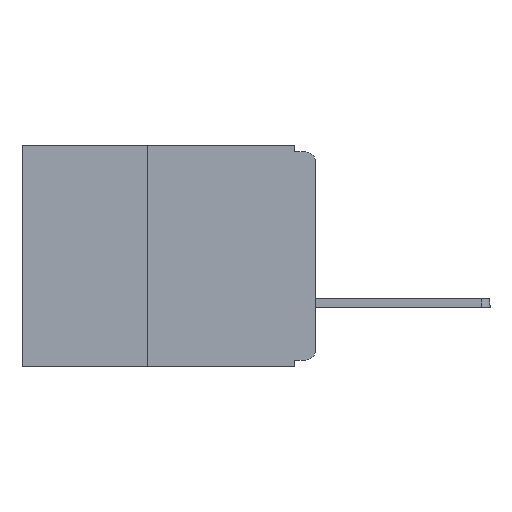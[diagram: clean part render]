
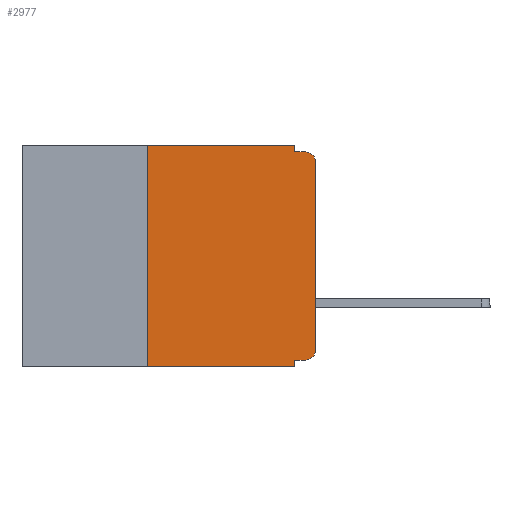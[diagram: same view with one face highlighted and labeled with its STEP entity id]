
A CAD part, left-side view. The second image highlights one B-rep face of the part: STEP entity #2977.
In plain terms, the highlighted planar face has unit normal (-1, 0, 0).
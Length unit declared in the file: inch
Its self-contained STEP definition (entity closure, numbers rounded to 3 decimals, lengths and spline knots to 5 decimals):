
#88 = CARTESIAN_POINT ( 'NONE',  ( 0., 0.25, -0.33 ) ) ;
#224 = ORIENTED_EDGE ( 'NONE', *, *, #10034, .F. ) ;
#1044 = VECTOR ( 'NONE', #5699, 39.37008 ) ;
#1246 = LINE ( 'NONE', #7086, #7031 ) ;
#1793 = DIRECTION ( 'NONE',  ( 0., 0., -1. ) ) ;
#1980 = LINE ( 'NONE', #9260, #5089 ) ;
#2219 = CARTESIAN_POINT ( 'NONE',  ( 0., 0.031, -0.32 ) ) ;
#2325 = CARTESIAN_POINT ( 'NONE',  ( 0., 0.25, 0. ) ) ;
#2376 = LINE ( 'NONE', #13188, #13772 ) ;
#2977 = ADVANCED_FACE ( 'NONE', ( #13460 ), #11803, .F. ) ;
#3095 = LINE ( 'NONE', #10304, #13500 ) ;
#3280 = ORIENTED_EDGE ( 'NONE', *, *, #8720, .F. ) ;
#3610 = DIRECTION ( 'NONE',  ( -1., 0., 0. ) ) ;
#3721 = CARTESIAN_POINT ( 'NONE',  ( 0., 0.015, -0.305 ) ) ;
#4124 = CARTESIAN_POINT ( 'NONE',  ( 0., 0.437, 0. ) ) ;
#4393 = ORIENTED_EDGE ( 'NONE', *, *, #7224, .F. ) ;
#4495 = ORIENTED_EDGE ( 'NONE', *, *, #7360, .T. ) ;
#4549 = VERTEX_POINT ( 'NONE', #12306 ) ;
#4819 = VERTEX_POINT ( 'NONE', #11929 ) ;
#4871 = DIRECTION ( 'NONE',  ( 0., 0., -1. ) ) ;
#5089 = VECTOR ( 'NONE', #12246, 39.37008 ) ;
#5699 = DIRECTION ( 'NONE',  ( 0., 1., 0. ) ) ;
#5751 = VERTEX_POINT ( 'NONE', #6037 ) ;
#6037 = CARTESIAN_POINT ( 'NONE',  ( 0., 0., -0.305 ) ) ;
#6143 = CIRCLE ( 'NONE', #8414, 0.015 ) ;
#6154 = EDGE_LOOP ( 'NONE', ( #9344, #8833, #8501, #13375, #224, #7139, #12535, #3280, #4393, #4495 ) ) ;
#6239 = AXIS2_PLACEMENT_3D ( 'NONE', #4124, #8726, #1793 ) ;
#6314 = VECTOR ( 'NONE', #11960, 39.37008 ) ;
#6336 = DIRECTION ( 'NONE',  ( 0., 0., 1. ) ) ;
#6488 = CIRCLE ( 'NONE', #11037, 0.015 ) ;
#6930 = DIRECTION ( 'NONE',  ( 0., 0., -1. ) ) ;
#6997 = EDGE_CURVE ( 'NONE', #5751, #4819, #8522, .T. ) ;
#7031 = VECTOR ( 'NONE', #10423, 39.37008 ) ;
#7086 = CARTESIAN_POINT ( 'NONE',  ( 0., 0.031, -0.33 ) ) ;
#7116 = EDGE_CURVE ( 'NONE', #8585, #4549, #9386, .T. ) ;
#7139 = ORIENTED_EDGE ( 'NONE', *, *, #8619, .F. ) ;
#7220 = VERTEX_POINT ( 'NONE', #2219 ) ;
#7224 = EDGE_CURVE ( 'NONE', #10258, #7220, #7962, .T. ) ;
#7284 = CARTESIAN_POINT ( 'NONE',  ( 0., 0.031, 0. ) ) ;
#7308 = EDGE_CURVE ( 'NONE', #4819, #4549, #6488, .T. ) ;
#7360 = EDGE_CURVE ( 'NONE', #10258, #5751, #6143, .T. ) ;
#7691 = VERTEX_POINT ( 'NONE', #8902 ) ;
#7962 = LINE ( 'NONE', #11175, #1044 ) ;
#8129 = DIRECTION ( 'NONE',  ( 0., 0., 1. ) ) ;
#8160 = VECTOR ( 'NONE', #6336, 39.37008 ) ;
#8414 = AXIS2_PLACEMENT_3D ( 'NONE', #3721, #11444, #4871 ) ;
#8501 = ORIENTED_EDGE ( 'NONE', *, *, #7116, .F. ) ;
#8522 = LINE ( 'NONE', #10726, #8160 ) ;
#8585 = VERTEX_POINT ( 'NONE', #14041 ) ;
#8593 = VERTEX_POINT ( 'NONE', #2325 ) ;
#8597 = EDGE_CURVE ( 'NONE', #8847, #8585, #2376, .T. ) ;
#8619 = EDGE_CURVE ( 'NONE', #11576, #8593, #3095, .T. ) ;
#8648 = EDGE_CURVE ( 'NONE', #11576, #7691, #1980, .T. ) ;
#8720 = EDGE_CURVE ( 'NONE', #7220, #7691, #1246, .T. ) ;
#8726 = DIRECTION ( 'NONE',  ( 1., 0., 0. ) ) ;
#8833 = ORIENTED_EDGE ( 'NONE', *, *, #7308, .T. ) ;
#8847 = VERTEX_POINT ( 'NONE', #7284 ) ;
#8875 = CARTESIAN_POINT ( 'NONE',  ( 0., 0., -0.01 ) ) ;
#8902 = CARTESIAN_POINT ( 'NONE',  ( 0., 0.031, -0.33 ) ) ;
#9260 = CARTESIAN_POINT ( 'NONE',  ( 0., 0.437, -0.33 ) ) ;
#9344 = ORIENTED_EDGE ( 'NONE', *, *, #6997, .T. ) ;
#9386 = LINE ( 'NONE', #8875, #6314 ) ;
#9853 = VECTOR ( 'NONE', #10487, 39.37008 ) ;
#10012 = CARTESIAN_POINT ( 'NONE',  ( 0., 0.015, -0.32 ) ) ;
#10034 = EDGE_CURVE ( 'NONE', #8593, #8847, #11886, .T. ) ;
#10258 = VERTEX_POINT ( 'NONE', #10012 ) ;
#10304 = CARTESIAN_POINT ( 'NONE',  ( 0., 0.25, -0.33 ) ) ;
#10344 = CARTESIAN_POINT ( 'NONE',  ( 0., 0.015, -0.025 ) ) ;
#10423 = DIRECTION ( 'NONE',  ( 0., 0., -1. ) ) ;
#10487 = DIRECTION ( 'NONE',  ( 0., -1., 0. ) ) ;
#10726 = CARTESIAN_POINT ( 'NONE',  ( 0., 0., 0. ) ) ;
#11037 = AXIS2_PLACEMENT_3D ( 'NONE', #10344, #3610, #11351 ) ;
#11175 = CARTESIAN_POINT ( 'NONE',  ( 0., 0., -0.32 ) ) ;
#11351 = DIRECTION ( 'NONE',  ( 0., 0., -1. ) ) ;
#11444 = DIRECTION ( 'NONE',  ( -1., 0., 0. ) ) ;
#11576 = VERTEX_POINT ( 'NONE', #88 ) ;
#11803 = PLANE ( 'NONE',  #6239 ) ;
#11886 = LINE ( 'NONE', #13398, #9853 ) ;
#11929 = CARTESIAN_POINT ( 'NONE',  ( 0., 0., -0.025 ) ) ;
#11960 = DIRECTION ( 'NONE',  ( 0., -1., 0. ) ) ;
#12246 = DIRECTION ( 'NONE',  ( 0., -1., 0. ) ) ;
#12306 = CARTESIAN_POINT ( 'NONE',  ( 0., 0.015, -0.01 ) ) ;
#12535 = ORIENTED_EDGE ( 'NONE', *, *, #8648, .T. ) ;
#13188 = CARTESIAN_POINT ( 'NONE',  ( 0., 0.031, 0. ) ) ;
#13375 = ORIENTED_EDGE ( 'NONE', *, *, #8597, .F. ) ;
#13398 = CARTESIAN_POINT ( 'NONE',  ( 0., 0.437, 0. ) ) ;
#13460 = FACE_OUTER_BOUND ( 'NONE', #6154, .T. ) ;
#13500 = VECTOR ( 'NONE', #8129, 39.37008 ) ;
#13772 = VECTOR ( 'NONE', #6930, 39.37008 ) ;
#14041 = CARTESIAN_POINT ( 'NONE',  ( 0., 0.031, -0.01 ) ) ;
